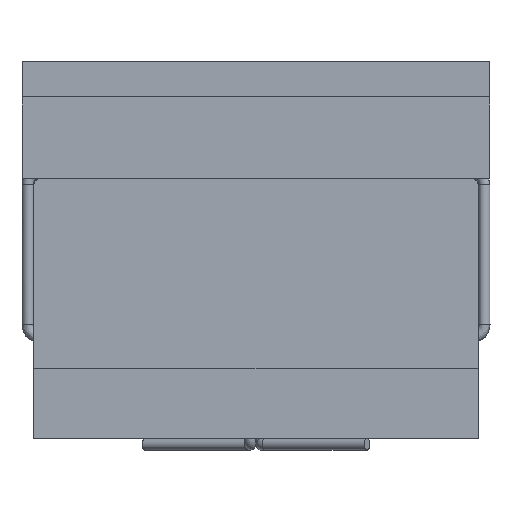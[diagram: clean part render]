
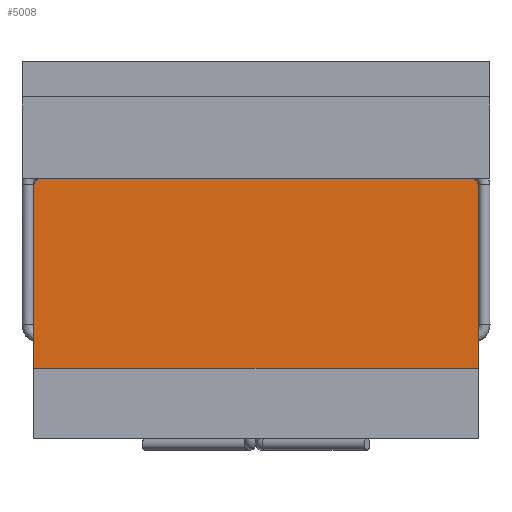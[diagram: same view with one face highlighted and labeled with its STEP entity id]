
A CAD part, left-side view. The second image highlights one B-rep face of the part: STEP entity #5008.
In plain terms, the highlighted face is planar.
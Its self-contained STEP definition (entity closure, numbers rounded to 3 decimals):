
#354=CIRCLE('',#5362,0.025);
#355=CIRCLE('',#5363,0.025);
#370=LINE('',#6617,#515);
#468=LINE('',#8771,#613);
#469=LINE('',#8774,#614);
#470=LINE('',#8779,#615);
#515=VECTOR('',#5395,1000.);
#613=VECTOR('',#6147,1000.);
#614=VECTOR('',#6148,1000.);
#615=VECTOR('',#6153,1000.);
#1280=ORIENTED_EDGE('',*,*,#1704,.T.);
#1281=ORIENTED_EDGE('',*,*,#1705,.T.);
#1282=ORIENTED_EDGE('',*,*,#1706,.F.);
#1283=ORIENTED_EDGE('',*,*,#1436,.T.);
#1284=ORIENTED_EDGE('',*,*,#1707,.F.);
#1285=ORIENTED_EDGE('',*,*,#1708,.F.);
#1436=EDGE_CURVE('',#1802,#1801,#370,.T.);
#1704=EDGE_CURVE('',#2033,#2034,#468,.T.);
#1705=EDGE_CURVE('',#2034,#2035,#469,.T.);
#1706=EDGE_CURVE('',#1802,#2035,#354,.T.);
#1707=EDGE_CURVE('',#2036,#1801,#355,.T.);
#1708=EDGE_CURVE('',#2033,#2036,#470,.T.);
#1801=VERTEX_POINT('',#6616);
#1802=VERTEX_POINT('',#6618);
#2033=VERTEX_POINT('',#8772);
#2034=VERTEX_POINT('',#8773);
#2035=VERTEX_POINT('',#8775);
#2036=VERTEX_POINT('',#8778);
#2565=EDGE_LOOP('',(#1280,#1281,#1282,#1283,#1284,#1285));
#3032=FACE_BOUND('',#2565,.T.);
#3090=PLANE('',#5361);
#5008=ADVANCED_FACE('',(#3032),#3090,.F.);
#5361=AXIS2_PLACEMENT_3D('',#8770,#6145,#6146);
#5362=AXIS2_PLACEMENT_3D('',#8776,#6149,#6150);
#5363=AXIS2_PLACEMENT_3D('',#8777,#6151,#6152);
#5395=DIRECTION('',(0.,1.,0.));
#6145=DIRECTION('',(-1.,0.,0.));
#6146=DIRECTION('',(0.,0.,1.));
#6147=DIRECTION('',(0.,-1.,0.));
#6148=DIRECTION('',(0.,0.,-1.));
#6149=DIRECTION('',(-1.,0.,0.));
#6150=DIRECTION('',(0.,0.,1.));
#6151=DIRECTION('',(-1.,0.,0.));
#6152=DIRECTION('',(0.,0.,1.));
#6153=DIRECTION('',(0.,0.,-1.));
#6616=CARTESIAN_POINT('',(1.2,0.925,0.5));
#6617=CARTESIAN_POINT('',(1.2,-0.95,0.5));
#6618=CARTESIAN_POINT('',(1.2,-0.925,0.5));
#8770=CARTESIAN_POINT('',(1.2,-0.95,1.15));
#8771=CARTESIAN_POINT('',(1.2,0.95,1.31));
#8772=CARTESIAN_POINT('',(1.2,0.95,1.31));
#8773=CARTESIAN_POINT('',(1.2,-0.95,1.31));
#8774=CARTESIAN_POINT('',(1.2,-0.95,1.15));
#8775=CARTESIAN_POINT('',(1.2,-0.95,0.525));
#8776=CARTESIAN_POINT('',(1.2,-0.925,0.525));
#8777=CARTESIAN_POINT('',(1.2,0.925,0.525));
#8778=CARTESIAN_POINT('',(1.2,0.95,0.525));
#8779=CARTESIAN_POINT('',(1.2,0.95,1.15));
